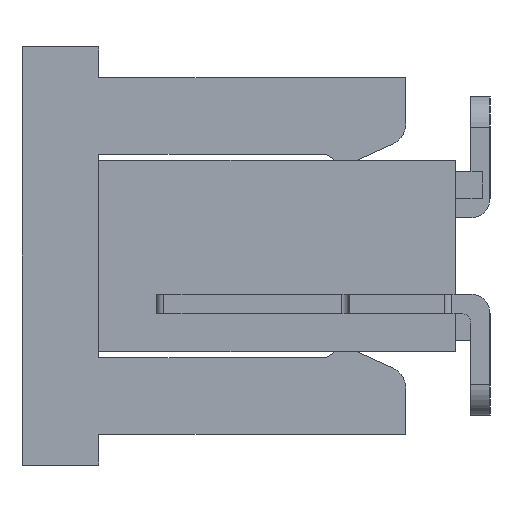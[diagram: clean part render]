
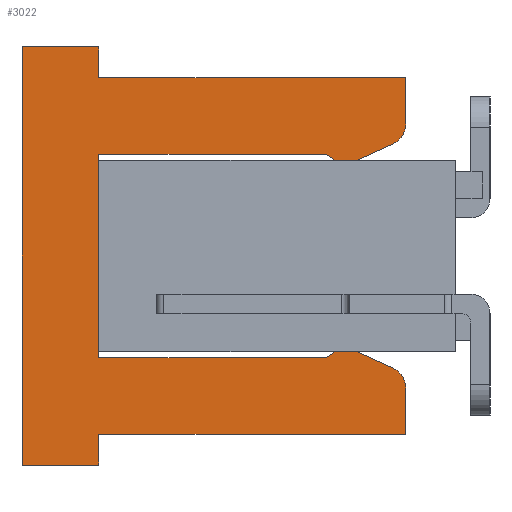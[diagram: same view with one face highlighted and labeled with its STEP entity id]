
A CAD part, left-side view. The second image highlights one B-rep face of the part: STEP entity #3022.
In plain terms, the highlighted planar face has unit normal (-1, 0, 0).
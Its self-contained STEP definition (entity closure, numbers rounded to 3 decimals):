
#3022=ADVANCED_FACE('NONE',(#6266),#6267,.T.);
#6266=FACE_OUTER_BOUND('',#9795,.T.);
#6267=PLANE('',#9796);
#9795=EDGE_LOOP('',(#22441,#22442,#22443,#22444,#22445,#22446,#22447,#22448,#22449,#22450,#22451,#22452,#22453,#22454,#22455,#22456,#22457,#22458,#22459,#22460,#22461,#22462));
#9796=AXIS2_PLACEMENT_3D('',#22463,#22464,#22465);
#22441=ORIENTED_EDGE('',*,*,#28669,.F.);
#22442=ORIENTED_EDGE('',*,*,#28725,.F.);
#22443=ORIENTED_EDGE('',*,*,#28662,.F.);
#22444=ORIENTED_EDGE('',*,*,#28724,.F.);
#22445=ORIENTED_EDGE('',*,*,#28720,.F.);
#22446=ORIENTED_EDGE('',*,*,#28717,.F.);
#22447=ORIENTED_EDGE('',*,*,#28714,.F.);
#22448=ORIENTED_EDGE('',*,*,#28711,.F.);
#22449=ORIENTED_EDGE('',*,*,#28708,.F.);
#22450=ORIENTED_EDGE('',*,*,#28705,.F.);
#22451=ORIENTED_EDGE('',*,*,#28702,.F.);
#22452=ORIENTED_EDGE('',*,*,#28699,.F.);
#22453=ORIENTED_EDGE('',*,*,#28696,.F.);
#22454=ORIENTED_EDGE('',*,*,#28693,.F.);
#22455=ORIENTED_EDGE('',*,*,#28690,.F.);
#22456=ORIENTED_EDGE('',*,*,#28687,.F.);
#22457=ORIENTED_EDGE('',*,*,#28684,.F.);
#22458=ORIENTED_EDGE('',*,*,#28667,.F.);
#22459=ORIENTED_EDGE('',*,*,#28683,.F.);
#22460=ORIENTED_EDGE('',*,*,#28679,.F.);
#22461=ORIENTED_EDGE('',*,*,#28676,.F.);
#22462=ORIENTED_EDGE('',*,*,#28673,.F.);
#22463=CARTESIAN_POINT('',(-3.8,1.423,1.5));
#22464=DIRECTION('',(-1.0,0.0,0.));
#22465=DIRECTION('',(0.0,1.0,0.0));
#28662=EDGE_CURVE('NONE',#35808,#35811,#35812,.T.);
#28667=EDGE_CURVE('NONE',#35819,#35821,#35822,.T.);
#28669=EDGE_CURVE('NONE',#35824,#35825,#35826,.T.);
#28673=EDGE_CURVE('NONE',#35825,#35832,#35833,.T.);
#28676=EDGE_CURVE('NONE',#35832,#35837,#35838,.T.);
#28679=EDGE_CURVE('NONE',#35837,#35842,#35843,.T.);
#28683=EDGE_CURVE('NONE',#35842,#35819,#35848,.T.);
#28684=EDGE_CURVE('NONE',#35821,#35849,#35850,.T.);
#28687=EDGE_CURVE('NONE',#35849,#35854,#35855,.T.);
#28690=EDGE_CURVE('NONE',#35854,#35859,#35860,.T.);
#28693=EDGE_CURVE('NONE',#35859,#35864,#35865,.T.);
#28696=EDGE_CURVE('NONE',#35864,#35869,#35870,.T.);
#28699=EDGE_CURVE('NONE',#35869,#35874,#35875,.T.);
#28702=EDGE_CURVE('NONE',#35874,#35879,#35880,.T.);
#28705=EDGE_CURVE('NONE',#35879,#35884,#35885,.T.);
#28708=EDGE_CURVE('NONE',#35884,#35889,#35890,.T.);
#28711=EDGE_CURVE('NONE',#35889,#35894,#35895,.T.);
#28714=EDGE_CURVE('NONE',#35894,#35899,#35900,.T.);
#28717=EDGE_CURVE('NONE',#35899,#35904,#35905,.T.);
#28720=EDGE_CURVE('NONE',#35904,#35909,#35910,.T.);
#28724=EDGE_CURVE('NONE',#35909,#35808,#35915,.T.);
#28725=EDGE_CURVE('NONE',#35811,#35824,#35916,.T.);
#35808=VERTEX_POINT('',#48855);
#35811=VERTEX_POINT('NONE',#48859);
#35812=CIRCLE('',#48860,0.289);
#35819=VERTEX_POINT('NONE',#48868);
#35821=VERTEX_POINT('NONE',#48871);
#35822=CIRCLE('',#48872,0.289);
#35824=VERTEX_POINT('NONE',#48875);
#35825=VERTEX_POINT('NONE',#48876);
#35826=LINE('',#48877,#48878);
#35832=VERTEX_POINT('NONE',#48887);
#35833=LINE('',#48888,#48889);
#35837=VERTEX_POINT('NONE',#48895);
#35838=LINE('',#48896,#48897);
#35842=VERTEX_POINT('NONE',#48903);
#35843=LINE('',#48904,#48905);
#35848=CIRCLE('',#48912,0.289);
#35849=VERTEX_POINT('NONE',#48913);
#35850=LINE('',#48914,#48915);
#35854=VERTEX_POINT('NONE',#48921);
#35855=CIRCLE('',#48922,0.289);
#35859=VERTEX_POINT('NONE',#48927);
#35860=LINE('',#48928,#48929);
#35864=VERTEX_POINT('NONE',#48935);
#35865=LINE('',#48936,#48937);
#35869=VERTEX_POINT('NONE',#48943);
#35870=LINE('',#48944,#48945);
#35874=VERTEX_POINT('NONE',#48951);
#35875=LINE('',#48952,#48953);
#35879=VERTEX_POINT('NONE',#48959);
#35880=LINE('',#48960,#48961);
#35884=VERTEX_POINT('NONE',#48967);
#35885=LINE('',#48968,#48969);
#35889=VERTEX_POINT('NONE',#48975);
#35890=LINE('',#48976,#48977);
#35894=VERTEX_POINT('NONE',#48983);
#35895=LINE('',#48984,#48985);
#35899=VERTEX_POINT('NONE',#48991);
#35900=LINE('',#48992,#48993);
#35904=VERTEX_POINT('NONE',#48999);
#35905=CIRCLE('',#49000,0.289);
#35909=VERTEX_POINT('NONE',#49005);
#35910=LINE('',#49006,#49007);
#35915=CIRCLE('',#49014,0.289);
#35916=LINE('',#49015,#49016);
#48855=CARTESIAN_POINT('',(-3.8,1.423,1.211));
#48859=CARTESIAN_POINT('',(-3.8,1.585,1.261));
#48860=AXIS2_PLACEMENT_3D('',#56406,#56407,#56408);
#48868=CARTESIAN_POINT('',(-3.8,1.423,-1.211));
#48871=CARTESIAN_POINT('',(-3.8,1.303,-1.237));
#48872=AXIS2_PLACEMENT_3D('',#56417,#56418,#56419);
#48875=CARTESIAN_POINT('',(-3.8,1.679,1.325));
#48876=CARTESIAN_POINT('',(-3.8,4.65,1.325));
#48877=CARTESIAN_POINT('',(-3.8,4.65,1.325));
#48878=VECTOR('',#56421,1000.0);
#48887=CARTESIAN_POINT('',(-3.8,4.65,-1.325));
#48888=CARTESIAN_POINT('',(-3.8,4.65,-1.325));
#48889=VECTOR('',#56425,1000.0);
#48895=CARTESIAN_POINT('',(-3.8,1.679,-1.325));
#48896=CARTESIAN_POINT('',(-3.8,4.65,-1.325));
#48897=VECTOR('',#56428,1000.0);
#48903=CARTESIAN_POINT('',(-3.8,1.585,-1.261));
#48904=CARTESIAN_POINT('',(-3.8,1.585,-1.261));
#48905=VECTOR('',#56431,1000.0);
#48912=AXIS2_PLACEMENT_3D('',#56437,#56438,#56439);
#48913=CARTESIAN_POINT('',(-3.8,0.819,-1.459));
#48914=CARTESIAN_POINT('',(-3.8,0.819,-1.459));
#48915=VECTOR('',#56440,1000.0);
#48921=CARTESIAN_POINT('',(-3.8,0.65,-1.721));
#48922=AXIS2_PLACEMENT_3D('',#56443,#56444,#56445);
#48927=CARTESIAN_POINT('',(-3.8,0.65,-2.325));
#48928=CARTESIAN_POINT('',(-3.8,0.65,-1.721));
#48929=VECTOR('',#56450,1000.0);
#48935=CARTESIAN_POINT('',(-3.8,4.65,-2.325));
#48936=CARTESIAN_POINT('',(-3.8,0.65,-2.325));
#48937=VECTOR('',#56453,1000.0);
#48943=CARTESIAN_POINT('',(-3.8,4.65,-2.725));
#48944=CARTESIAN_POINT('',(-3.8,4.65,-2.325));
#48945=VECTOR('',#56456,1000.0);
#48951=CARTESIAN_POINT('',(-3.8,5.65,-2.725));
#48952=CARTESIAN_POINT('',(-3.8,4.65,-2.725));
#48953=VECTOR('',#56459,1000.0);
#48959=CARTESIAN_POINT('',(-3.8,5.65,2.725));
#48960=CARTESIAN_POINT('',(-3.8,5.65,2.725));
#48961=VECTOR('',#56462,1000.0);
#48967=CARTESIAN_POINT('',(-3.8,4.65,2.725));
#48968=CARTESIAN_POINT('',(-3.8,4.65,2.725));
#48969=VECTOR('',#56465,1000.0);
#48975=CARTESIAN_POINT('',(-3.8,4.65,2.325));
#48976=CARTESIAN_POINT('',(-3.8,4.65,2.325));
#48977=VECTOR('',#56468,1000.0);
#48983=CARTESIAN_POINT('',(-3.8,0.65,2.325));
#48984=CARTESIAN_POINT('',(-3.8,0.65,2.325));
#48985=VECTOR('',#56471,1000.0);
#48991=CARTESIAN_POINT('',(-3.8,0.65,1.721));
#48992=CARTESIAN_POINT('',(-3.8,0.65,1.721));
#48993=VECTOR('',#56474,1000.0);
#48999=CARTESIAN_POINT('',(-3.8,0.819,1.459));
#49000=AXIS2_PLACEMENT_3D('',#56477,#56478,#56479);
#49005=CARTESIAN_POINT('',(-3.8,1.303,1.237));
#49006=CARTESIAN_POINT('',(-3.8,0.819,1.459));
#49007=VECTOR('',#56484,1000.0);
#49014=AXIS2_PLACEMENT_3D('',#56490,#56491,#56492);
#49015=CARTESIAN_POINT('',(-3.8,1.585,1.261));
#49016=VECTOR('',#56493,1000.0);
#56406=CARTESIAN_POINT('',(-3.8,1.423,1.5));
#56407=DIRECTION('',(1.0,0.0,-0.0));
#56408=DIRECTION('',(0.0,0.0,1.0));
#56417=CARTESIAN_POINT('',(-3.8,1.423,-1.5));
#56418=DIRECTION('',(1.0,-0.0,0.0));
#56419=DIRECTION('',(0.0,0.0,-1.0));
#56421=DIRECTION('',(-0.0,1.0,-0.0));
#56425=DIRECTION('',(0.,-0.0,-1.0));
#56428=DIRECTION('',(0.0,-1.0,0.0));
#56431=DIRECTION('',(0.,-0.827,0.562));
#56437=CARTESIAN_POINT('',(-3.8,1.423,-1.5));
#56438=DIRECTION('',(1.0,-0.0,0.0));
#56439=DIRECTION('',(0.0,0.0,-1.0));
#56440=DIRECTION('',(0.,-0.909,-0.416));
#56443=CARTESIAN_POINT('',(-3.8,0.939,-1.721));
#56444=DIRECTION('',(1.0,-0.0,0.0));
#56445=DIRECTION('',(0.0,0.0,-1.0));
#56450=DIRECTION('',(0.,0.0,-1.0));
#56453=DIRECTION('',(0.0,1.0,0.0));
#56456=DIRECTION('',(0.,0.0,-1.0));
#56459=DIRECTION('',(0.0,1.0,0.0));
#56462=DIRECTION('',(0.,-0.0,1.0));
#56465=DIRECTION('',(-0.0,-1.0,-0.0));
#56468=DIRECTION('',(0.,-0.0,-1.0));
#56471=DIRECTION('',(-0.0,-1.0,-0.0));
#56474=DIRECTION('',(0.,-0.0,-1.0));
#56477=CARTESIAN_POINT('',(-3.8,0.939,1.721));
#56478=DIRECTION('',(1.0,0.0,-0.0));
#56479=DIRECTION('',(0.0,0.0,1.0));
#56484=DIRECTION('',(0.,0.909,-0.416));
#56490=CARTESIAN_POINT('',(-3.8,1.423,1.5));
#56491=DIRECTION('',(1.0,0.0,-0.0));
#56492=DIRECTION('',(0.0,0.0,1.0));
#56493=DIRECTION('',(0.,0.827,0.562));
